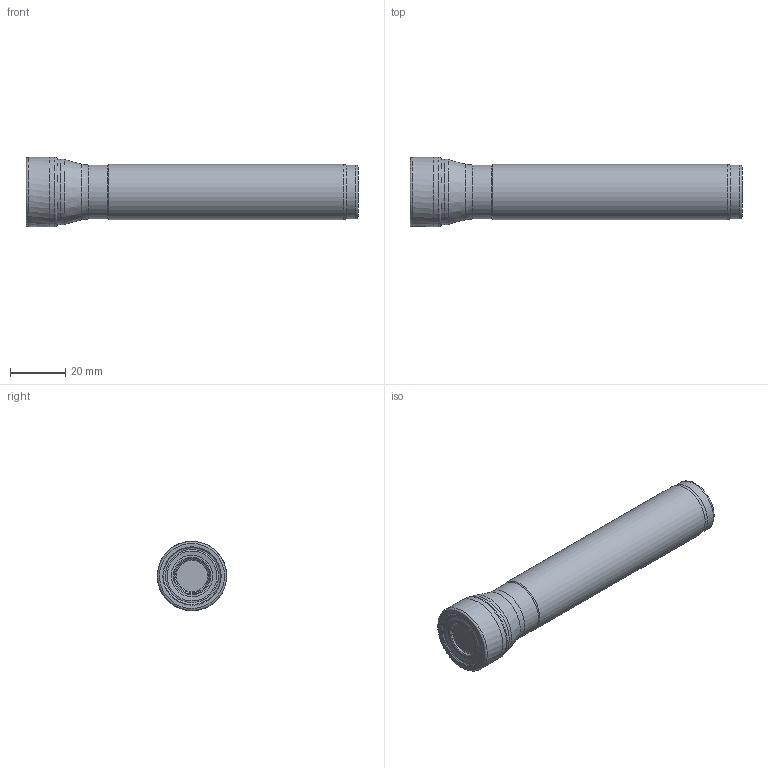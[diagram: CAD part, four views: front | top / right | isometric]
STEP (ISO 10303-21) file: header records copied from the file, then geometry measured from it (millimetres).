
FILE_DESCRIPTION(/* description */ (''),/* implementation_level */ '2;1');
FILE_NAME(/* name */ 'AEM90-AX1235-D25-C20-L120-Z04-H.stp',/* time_stamp */ '2023-10-19T16:17:14+03:00',/* author */ (''),/* organization */ (''),/* preprocessor_version */ 'ST-DEVELOPER v19.4',/* originating_system */ 'SIEMENS PLM Software NX2306.3001',/* authorisation */ '');
FILE_SCHEMA (('AUTOMOTIVE_DESIGN { 1 0 10303 214 3 1 1 1 }'));
Length unit declared in the file: millimetre
Products named in the file (1): AEM90-AX1235-D25-C20-L120-Z04-H
Bounding box: 119.97 x 25.08 x 25.08 mm (x, y, z)
Volume: 43235.4 mm3; surface area: 10326.2 mm2
Topology: 2 solids, 2 shells, 36 faces, 88 edges, 55 vertices
Faces by surface type: revolution 20, cone 5, torus 4, cylinder 4, plane 3
Full cylindrical faces by diameter (mm): 19.5 x2, 20 x1, 23.8 x1
Entity records: 951 total; most frequent: CARTESIAN_POINT 160, DIRECTION 146, EDGE_LOOP 70, ORIENTED_EDGE 70, FACE_BOUND 68, AXIS2_PLACEMENT_3D 57, ADVANCED_FACE 36, VERTEX_POINT 35
